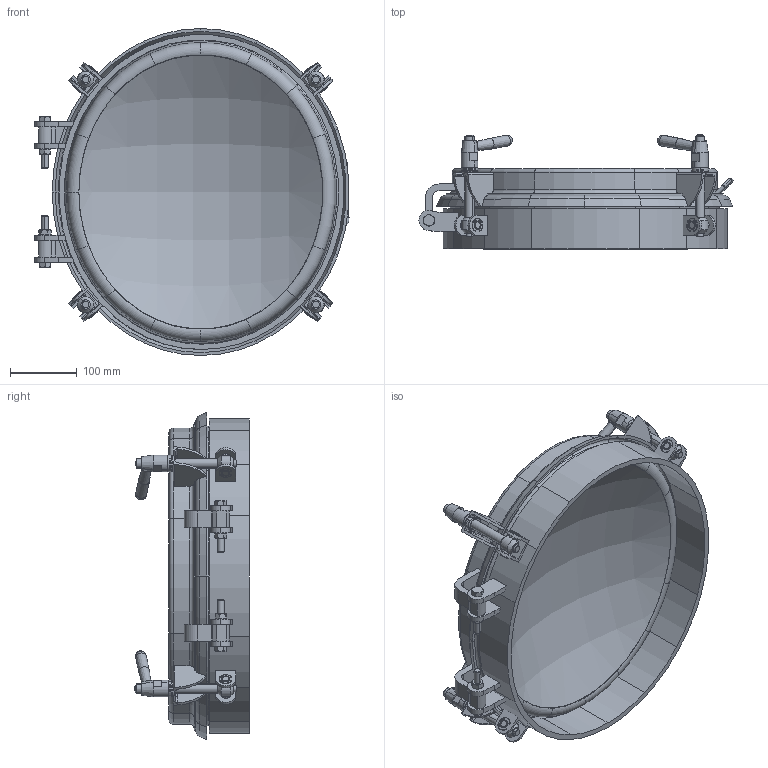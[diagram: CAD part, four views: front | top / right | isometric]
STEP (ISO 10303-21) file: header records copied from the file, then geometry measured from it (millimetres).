
FILE_DESCRIPTION (( 'STEP AP203' ), '1' );
FILE_NAME ('porte complete p21-147.STEP', '2009-07-27T12:34:50', ( 'BE' ), ( 'BOYER SA' ), 'SwSTEP 2.0', 'SolidWorks 2008', '' );
FILE_SCHEMA (( 'CONFIG_CONTROL_DESIGN' ));
Length unit declared in the file: millimetre
Products named in the file (21): arov p21-147_Défaut; pov p21-147_Défaut; PSDR exterieur D p21-147_Défaut; PSDR interieur D p21-147_Défaut; GU14 6T BR YD122   90 135  (0610300006)_Défaut; anneau ext renforcé23 111_Défaut; THPF 04 BR F 10  70  26 (0770300064)_Vis H M12 Lg 45; porte complete p21-147; portillon complet p21-147_Défaut; chape p21-147_Défaut; HSAC D p21-147_Défaut; HSAC G p21-147_Défaut; cadre p21-147_Défaut; SymétriePSDR exterieur D p21-147_Défaut; SymétriePSDR interieur D p21-147_Défaut; U5  4L BR U122    27  34  30_Défaut; AXE 04 BR D12 39 46  (0650100000)_Défaut; écrou_H10_écrou h M12; PREC 6L BR D6 160  (0620100002)_Défaut; MA1 06 BR YD 14 51 EMB INOX (0750200054)( element bague clipse)_Défaut; MA1 06 BR YD 14 51 EMB INOX (0750200054)_Défaut
Assembly tree (47 placements, depth 3):
  porte complete p21-147
    MA1 06 BR YD 14 51 EMB INOX (0750200054)( element bague clipse)_Défaut  x4
    PSDR interieur D p21-147_Défaut
    PSDR exterieur D p21-147_Défaut
    MA1 06 BR YD 14 51 EMB INOX (0750200054)_Défaut  x4
    U5  4L BR U122    27  34  30_Défaut  x4
    AXE 04 BR D12 39 46  (0650100000)_Défaut  x4
    cadre p21-147_Défaut
    SymétriePSDR interieur D p21-147_Défaut
    GU14 6T BR YD122   90 135  (0610300006)_Défaut  x4
    écrou_H10_écrou h M12  x2
    portillon complet p21-147_Défaut
      pov p21-147_Défaut
      chape p21-147_Défaut  x4
      arov p21-147_Défaut
      HSAC G p21-147_Défaut
      HSAC D p21-147_Défaut
    anneau ext renforcé23 111_Défaut  x8
    THPF 04 BR F 10  70  26 (0770300064)_Vis H M12 Lg 45  x2
    PREC 6L BR D6 160  (0620100002)_Défaut
    SymétriePSDR exterieur D p21-147_Défaut
Bounding box: 470.58 x 170.96 x 490 mm (x, y, z)
Volume: 1604536.1 mm3; surface area: 1233359 mm2
Topology: 45 solids, 47 shells, 1206 faces, 2866 edges, 1760 vertices
Faces by surface type: cylinder 413, plane 377, torus 190, cone 168, bspline 34, sphere 24
Entity records: 22283 total; most frequent: CARTESIAN_POINT 5246, DIRECTION 3328, ORIENTED_EDGE 2754, AXIS2_PLACEMENT_3D 1405, EDGE_CURVE 1377, VERTEX_POINT 831, CIRCLE 775, EDGE_LOOP 630
